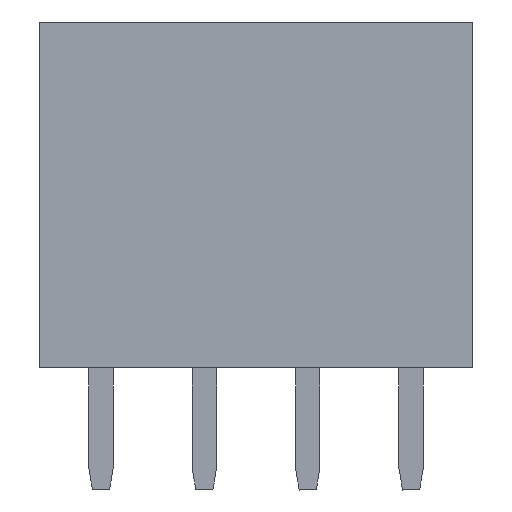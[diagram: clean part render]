
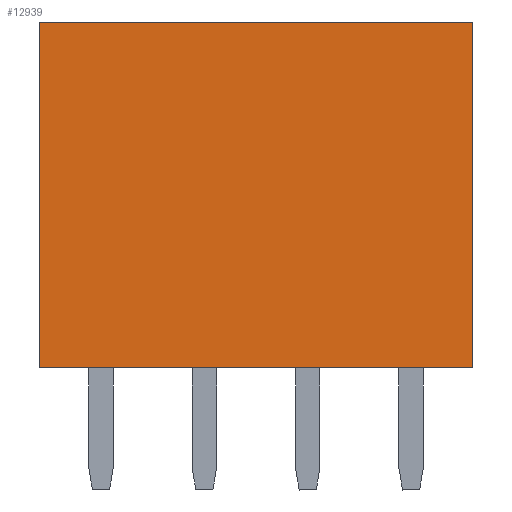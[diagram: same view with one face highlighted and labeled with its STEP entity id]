
A CAD part, front view. The second image highlights one B-rep face of the part: STEP entity #12939.
In plain terms, the highlighted planar face has unit normal (0, -1, 0).
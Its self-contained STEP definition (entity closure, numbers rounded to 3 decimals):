
#346 = VERTEX_POINT ( 'NONE', #16719 ) ;
#995 = VECTOR ( 'NONE', #13581, 1000. ) ;
#1912 = ORIENTED_EDGE ( 'NONE', *, *, #3572, .F. ) ;
#2485 = LINE ( 'NONE', #3707, #15640 ) ;
#2555 = VERTEX_POINT ( 'NONE', #13939 ) ;
#2950 = EDGE_CURVE ( 'NONE', #2555, #3917, #5799, .T. ) ;
#3572 = EDGE_CURVE ( 'NONE', #2555, #14053, #6133, .T. ) ;
#3707 = CARTESIAN_POINT ( 'NONE',  ( 38.6, 0., 4.25 ) ) ;
#3917 = VERTEX_POINT ( 'NONE', #7274 ) ;
#4452 = VECTOR ( 'NONE', #9194, 1000. ) ;
#4610 = CARTESIAN_POINT ( 'NONE',  ( 27.94, 0., 4.25 ) ) ;
#5372 = VECTOR ( 'NONE', #5901, 1000. ) ;
#5799 = LINE ( 'NONE', #4610, #5372 ) ;
#5901 = DIRECTION ( 'NONE',  ( 0., 0., -1. ) ) ;
#6062 = PLANE ( 'NONE',  #14227 ) ;
#6133 = LINE ( 'NONE', #13246, #4452 ) ;
#6181 = FACE_OUTER_BOUND ( 'NONE', #9449, .T. ) ;
#6402 = DIRECTION ( 'NONE',  ( 0., 0., 1. ) ) ;
#6594 = ORIENTED_EDGE ( 'NONE', *, *, #7242, .F. ) ;
#7242 = EDGE_CURVE ( 'NONE', #14053, #346, #2485, .T. ) ;
#7274 = CARTESIAN_POINT ( 'NONE',  ( 27.94, 0., 0. ) ) ;
#7628 = LINE ( 'NONE', #16056, #995 ) ;
#8847 = DIRECTION ( 'NONE',  ( 0., 1., 0. ) ) ;
#9194 = DIRECTION ( 'NONE',  ( 1., 0., 0. ) ) ;
#9449 = EDGE_LOOP ( 'NONE', ( #6594, #1912, #17204, #14750 ) ) ;
#12939 = ADVANCED_FACE ( 'NONE', ( #6181 ), #6062, .F. ) ;
#13246 = CARTESIAN_POINT ( 'NONE',  ( 33.27, 0., 8.5 ) ) ;
#13267 = EDGE_CURVE ( 'NONE', #346, #3917, #7628, .T. ) ;
#13581 = DIRECTION ( 'NONE',  ( -1., 0., 0. ) ) ;
#13809 = CARTESIAN_POINT ( 'NONE',  ( 38.6, 0., 8.5 ) ) ;
#13939 = CARTESIAN_POINT ( 'NONE',  ( 27.94, 0., 8.5 ) ) ;
#14053 = VERTEX_POINT ( 'NONE', #13809 ) ;
#14227 = AXIS2_PLACEMENT_3D ( 'NONE', #16786, #8847, #6402 ) ;
#14501 = DIRECTION ( 'NONE',  ( 0., 0., -1. ) ) ;
#14750 = ORIENTED_EDGE ( 'NONE', *, *, #13267, .F. ) ;
#15640 = VECTOR ( 'NONE', #14501, 1000. ) ;
#16056 = CARTESIAN_POINT ( 'NONE',  ( 33.27, 0., 0. ) ) ;
#16719 = CARTESIAN_POINT ( 'NONE',  ( 38.6, 0., 0. ) ) ;
#16786 = CARTESIAN_POINT ( 'NONE',  ( 27.94, 0., 0. ) ) ;
#17204 = ORIENTED_EDGE ( 'NONE', *, *, #2950, .T. ) ;
